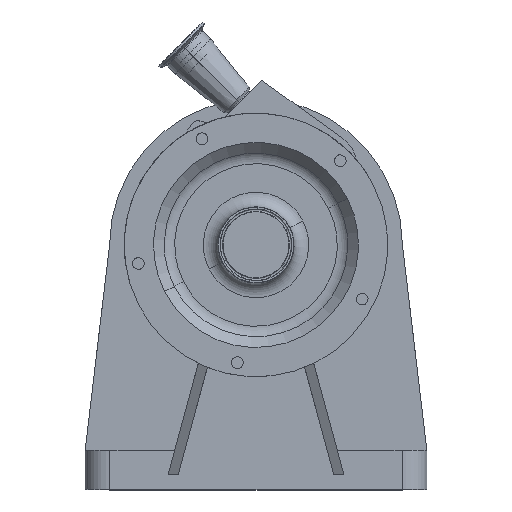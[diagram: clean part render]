
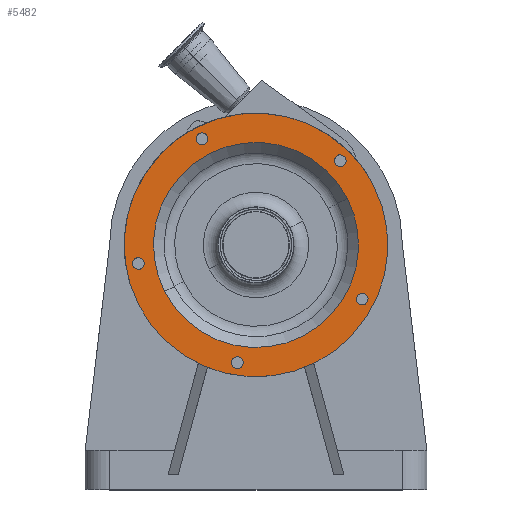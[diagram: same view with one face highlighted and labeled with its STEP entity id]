
A CAD part, top view. The second image highlights one B-rep face of the part: STEP entity #5482.
In plain terms, the highlighted planar face has unit normal (0, 0, 1).
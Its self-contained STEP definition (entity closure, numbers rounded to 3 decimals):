
#1368 = CIRCLE ( 'NONE', #1441, 6. ) ;
#1440 = CARTESIAN_POINT ( 'NONE',  ( -55.387, 108.703, 284. ) ) ;
#1441 = AXIS2_PLACEMENT_3D ( 'NONE', #1440, #1486, #1485 ) ;
#1451 = CIRCLE ( 'NONE', #1496, 6. ) ;
#1485 = DIRECTION ( 'NONE',  ( 0.891, 0.454, 0. ) ) ;
#1486 = DIRECTION ( 'NONE',  ( 0., 0., 1. ) ) ;
#1496 = AXIS2_PLACEMENT_3D ( 'NONE', #1686, #1608, #1607 ) ;
#1607 = DIRECTION ( 'NONE',  ( -0.156, 0.988, 0. ) ) ;
#1608 = DIRECTION ( 'NONE',  ( 0., 0., 1. ) ) ;
#1653 = DIRECTION ( 'NONE',  ( 0., 0., 1. ) ) ;
#1654 = CARTESIAN_POINT ( 'NONE',  ( -55.387, 108.703, 284. ) ) ;
#1655 = AXIS2_PLACEMENT_3D ( 'NONE', #1654, #1653, #1661 ) ;
#1661 = DIRECTION ( 'NONE',  ( 0.891, 0.454, 0. ) ) ;
#1662 = CIRCLE ( 'NONE', #1655, 6. ) ;
#1686 = CARTESIAN_POINT ( 'NONE',  ( -120.498, -19.085, 284. ) ) ;
#1852 = DIRECTION ( 'NONE',  ( 0., 0., 1. ) ) ;
#1911 = CIRCLE ( 'NONE', #2040, 6. ) ;
#2039 = CARTESIAN_POINT ( 'NONE',  ( 86.267, 86.267, 284. ) ) ;
#2040 = AXIS2_PLACEMENT_3D ( 'NONE', #2039, #1852, #2142 ) ;
#2142 = DIRECTION ( 'NONE',  ( 0.707, -0.707, 0. ) ) ;
#2258 = DIRECTION ( 'NONE',  ( -0.454, -0.891, 0. ) ) ;
#2266 = DIRECTION ( 'NONE',  ( 0., 0., 1. ) ) ;
#2293 = CARTESIAN_POINT ( 'NONE',  ( 108.703, -55.387, 284. ) ) ;
#2294 = AXIS2_PLACEMENT_3D ( 'NONE', #2293, #2266, #2258 ) ;
#2295 = CIRCLE ( 'NONE', #2294, 6. ) ;
#2418 = CARTESIAN_POINT ( 'NONE',  ( 88.991, 91.613, 284. ) ) ;
#2441 = AXIS2_PLACEMENT_3D ( 'NONE', #2442, #2452, #2456 ) ;
#2442 = CARTESIAN_POINT ( 'NONE',  ( -19.085, -120.498, 284. ) ) ;
#2444 = CIRCLE ( 'NONE', #2441, 6. ) ;
#2450 = CARTESIAN_POINT ( 'NONE',  ( 86.267, 86.267, 284. ) ) ;
#2452 = DIRECTION ( 'NONE',  ( 0., 0., 1. ) ) ;
#2453 = AXIS2_PLACEMENT_3D ( 'NONE', #2450, #2470, #2477 ) ;
#2454 = CIRCLE ( 'NONE', #2453, 6. ) ;
#2456 = DIRECTION ( 'NONE',  ( -0.988, 0.156, 0. ) ) ;
#2461 = CARTESIAN_POINT ( 'NONE',  ( 102.777, -54.448, 284. ) ) ;
#2463 = CIRCLE ( 'NONE', #2482, 6. ) ;
#2470 = DIRECTION ( 'NONE',  ( 0., 0., 1. ) ) ;
#2472 = CARTESIAN_POINT ( 'NONE',  ( -20.024, -114.572, 284. ) ) ;
#2475 = CARTESIAN_POINT ( 'NONE',  ( 83.543, 80.921, 284. ) ) ;
#2477 = DIRECTION ( 'NONE',  ( 0.707, -0.707, 0. ) ) ;
#2482 = AXIS2_PLACEMENT_3D ( 'NONE', #2485, #2484, #2483 ) ;
#2483 = DIRECTION ( 'NONE',  ( -0.454, -0.891, 0. ) ) ;
#2484 = DIRECTION ( 'NONE',  ( 0., 0., 1. ) ) ;
#2485 = CARTESIAN_POINT ( 'NONE',  ( 108.703, -55.387, 284. ) ) ;
#2497 = CARTESIAN_POINT ( 'NONE',  ( 114.629, -56.325, 284. ) ) ;
#2515 = CARTESIAN_POINT ( 'NONE',  ( -51.144, 104.46, 284. ) ) ;
#2524 = CARTESIAN_POINT ( 'NONE',  ( -115.152, -16.361, 284. ) ) ;
#2535 = CARTESIAN_POINT ( 'NONE',  ( -18.146, -126.424, 284. ) ) ;
#3859 = CARTESIAN_POINT ( 'NONE',  ( 120.286, 61.289, 284. ) ) ;
#4012 = DIRECTION ( 'NONE',  ( 0.891, 0.454, 0. ) ) ;
#4013 = DIRECTION ( 'NONE',  ( 0., 0., 1. ) ) ;
#4016 = AXIS2_PLACEMENT_3D ( 'NONE', #4024, #4013, #4012 ) ;
#4017 = CARTESIAN_POINT ( 'NONE',  ( 93.556, 47.669, 284. ) ) ;
#4020 = CIRCLE ( 'NONE', #4016, 105. ) ;
#4023 = CARTESIAN_POINT ( 'NONE',  ( -120.286, -61.289, 284. ) ) ;
#4024 = CARTESIAN_POINT ( 'NONE',  ( 0., 0., 284. ) ) ;
#4036 = CARTESIAN_POINT ( 'NONE',  ( -93.556, -47.669, 284. ) ) ;
#4147 = CIRCLE ( 'NONE', #4165, 6. ) ;
#4149 = CARTESIAN_POINT ( 'NONE',  ( -125.844, -21.809, 284. ) ) ;
#4165 = AXIS2_PLACEMENT_3D ( 'NONE', #4166, #4170, #4169 ) ;
#4166 = CARTESIAN_POINT ( 'NONE',  ( -120.498, -19.085, 284. ) ) ;
#4169 = DIRECTION ( 'NONE',  ( -0.156, 0.988, 0. ) ) ;
#4170 = DIRECTION ( 'NONE',  ( 0., 0., 1. ) ) ;
#4203 = VERTEX_POINT ( 'NONE', #2418 ) ;
#4237 = VERTEX_POINT ( 'NONE', #2475 ) ;
#4241 = EDGE_CURVE ( 'NONE', #4242, #4260, #2444, .T. ) ;
#4242 = VERTEX_POINT ( 'NONE', #2472 ) ;
#4244 = VERTEX_POINT ( 'NONE', #2461 ) ;
#4250 = EDGE_CURVE ( 'NONE', #4244, #4253, #2463, .T. ) ;
#4253 = VERTEX_POINT ( 'NONE', #2497 ) ;
#4255 = EDGE_CURVE ( 'NONE', #4237, #4203, #2454, .T. ) ;
#4258 = VERTEX_POINT ( 'NONE', #2524 ) ;
#4260 = VERTEX_POINT ( 'NONE', #2535 ) ;
#4263 = VERTEX_POINT ( 'NONE', #2515 ) ;
#4273 = EDGE_CURVE ( 'NONE', #4258, #4275, #4147, .T. ) ;
#4275 = VERTEX_POINT ( 'NONE', #4149 ) ;
#4291 = DIRECTION ( 'NONE',  ( -0.891, -0.454, 0. ) ) ;
#4293 = DIRECTION ( 'NONE',  ( 0., 0., -1. ) ) ;
#4297 = VERTEX_POINT ( 'NONE', #6209 ) ;
#4303 = CARTESIAN_POINT ( 'NONE',  ( -17.706, 34.749, 284. ) ) ;
#4307 = AXIS2_PLACEMENT_3D ( 'NONE', #4303, #4293, #4291 ) ;
#4308 = FACE_BOUND ( 'NONE', #5508, .T. ) ;
#4327 = DIRECTION ( 'NONE',  ( 0.891, 0.454, 0. ) ) ;
#4399 = EDGE_CURVE ( 'NONE', #4263, #4297, #1662, .T. ) ;
#4456 = FACE_OUTER_BOUND ( 'NONE', #5471, .T. ) ;
#4469 = EDGE_CURVE ( 'NONE', #4275, #4258, #1451, .T. ) ;
#4499 = EDGE_CURVE ( 'NONE', #4297, #4263, #1368, .T. ) ;
#4529 = EDGE_CURVE ( 'NONE', #4253, #4244, #2295, .T. ) ;
#4552 = EDGE_CURVE ( 'NONE', #4203, #4237, #1911, .T. ) ;
#4553 = FACE_BOUND ( 'NONE', #5490, .T. ) ;
#4554 = DIRECTION ( 'NONE',  ( 0., 0., 1. ) ) ;
#4555 = CIRCLE ( 'NONE', #4556, 135. ) ;
#4556 = AXIS2_PLACEMENT_3D ( 'NONE', #4557, #4554, #4327 ) ;
#4557 = CARTESIAN_POINT ( 'NONE',  ( 0., 0., 284. ) ) ;
#4558 = PLANE ( 'NONE',  #4307 ) ;
#4562 = FACE_BOUND ( 'NONE', #5523, .T. ) ;
#4564 = FACE_BOUND ( 'NONE', #5522, .T. ) ;
#4565 = FACE_BOUND ( 'NONE', #5533, .T. ) ;
#4567 = FACE_BOUND ( 'NONE', #5496, .T. ) ;
#4576 = CIRCLE ( 'NONE', #4584, 105. ) ;
#4584 = AXIS2_PLACEMENT_3D ( 'NONE', #4619, #4616, #4615 ) ;
#4615 = DIRECTION ( 'NONE',  ( 0.891, 0.454, 0. ) ) ;
#4616 = DIRECTION ( 'NONE',  ( 0., 0., 1. ) ) ;
#4619 = CARTESIAN_POINT ( 'NONE',  ( 0., 0., 284. ) ) ;
#4754 = AXIS2_PLACEMENT_3D ( 'NONE', #4773, #4774, #4756 ) ;
#4756 = DIRECTION ( 'NONE',  ( -0.988, 0.156, 0. ) ) ;
#4773 = CARTESIAN_POINT ( 'NONE',  ( -19.085, -120.498, 284. ) ) ;
#4774 = DIRECTION ( 'NONE',  ( 0., 0., 1. ) ) ;
#4776 = CIRCLE ( 'NONE', #4754, 6. ) ;
#5341 = CARTESIAN_POINT ( 'NONE',  ( 0., 0., 284. ) ) ;
#5357 = CIRCLE ( 'NONE', #5367, 135. ) ;
#5367 = AXIS2_PLACEMENT_3D ( 'NONE', #5341, #5374, #5376 ) ;
#5374 = DIRECTION ( 'NONE',  ( 0., 0., 1. ) ) ;
#5376 = DIRECTION ( 'NONE',  ( 0.891, 0.454, 0. ) ) ;
#5445 = EDGE_CURVE ( 'NONE', #7467, #7490, #4576, .T. ) ;
#5466 = ORIENTED_EDGE ( 'NONE', *, *, #4529, .F. ) ;
#5471 = EDGE_LOOP ( 'NONE', ( #5488, #5492 ) ) ;
#5473 = ORIENTED_EDGE ( 'NONE', *, *, #4399, .F. ) ;
#5475 = ORIENTED_EDGE ( 'NONE', *, *, #4255, .F. ) ;
#5477 = ORIENTED_EDGE ( 'NONE', *, *, #7465, .F. ) ;
#5478 = ORIENTED_EDGE ( 'NONE', *, *, #5445, .F. ) ;
#5482 = ADVANCED_FACE ( 'NONE', ( #4567, #4564, #4562, #4565, #4308, #4456, #4553 ), #4558, .F. ) ;
#5483 = ORIENTED_EDGE ( 'NONE', *, *, #4250, .F. ) ;
#5484 = ORIENTED_EDGE ( 'NONE', *, *, #4241, .F. ) ;
#5485 = ORIENTED_EDGE ( 'NONE', *, *, #4552, .F. ) ;
#5487 = ORIENTED_EDGE ( 'NONE', *, *, #4273, .F. ) ;
#5488 = ORIENTED_EDGE ( 'NONE', *, *, #6034, .T. ) ;
#5489 = EDGE_CURVE ( 'NONE', #7459, #7395, #4555, .T. ) ;
#5490 = EDGE_LOOP ( 'NONE', ( #5478, #5477 ) ) ;
#5492 = ORIENTED_EDGE ( 'NONE', *, *, #5489, .T. ) ;
#5496 = EDGE_LOOP ( 'NONE', ( #5485, #5475 ) ) ;
#5506 = ORIENTED_EDGE ( 'NONE', *, *, #5565, .F. ) ;
#5507 = ORIENTED_EDGE ( 'NONE', *, *, #4499, .F. ) ;
#5508 = EDGE_LOOP ( 'NONE', ( #5507, #5473 ) ) ;
#5522 = EDGE_LOOP ( 'NONE', ( #5466, #5483 ) ) ;
#5523 = EDGE_LOOP ( 'NONE', ( #5506, #5484 ) ) ;
#5524 = ORIENTED_EDGE ( 'NONE', *, *, #4469, .F. ) ;
#5533 = EDGE_LOOP ( 'NONE', ( #5524, #5487 ) ) ;
#5565 = EDGE_CURVE ( 'NONE', #4260, #4242, #4776, .T. ) ;
#6034 = EDGE_CURVE ( 'NONE', #7395, #7459, #5357, .T. ) ;
#6209 = CARTESIAN_POINT ( 'NONE',  ( -59.629, 112.945, 284. ) ) ;
#7395 = VERTEX_POINT ( 'NONE', #3859 ) ;
#7459 = VERTEX_POINT ( 'NONE', #4023 ) ;
#7465 = EDGE_CURVE ( 'NONE', #7490, #7467, #4020, .T. ) ;
#7467 = VERTEX_POINT ( 'NONE', #4017 ) ;
#7490 = VERTEX_POINT ( 'NONE', #4036 ) ;
